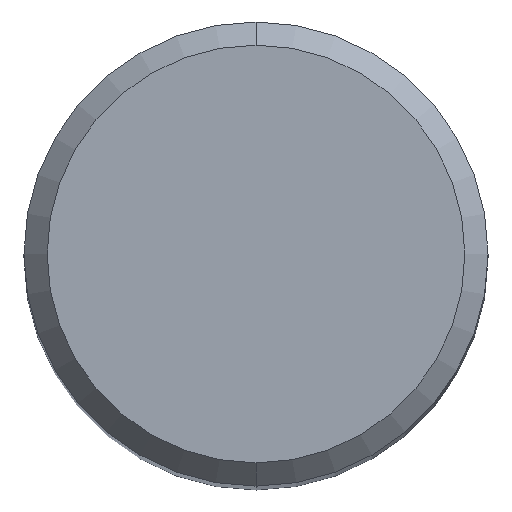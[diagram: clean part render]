
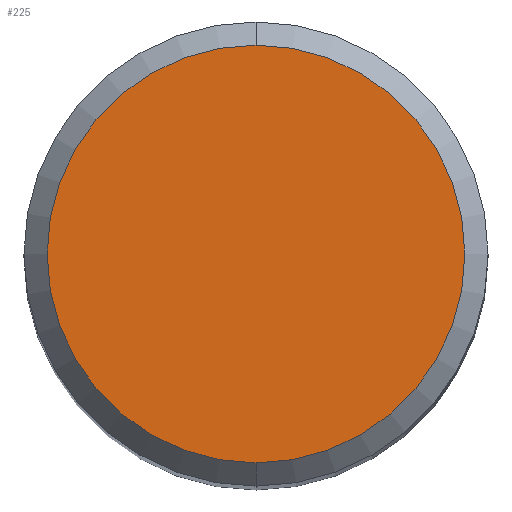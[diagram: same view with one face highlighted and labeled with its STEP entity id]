
A CAD part, top view. The second image highlights one B-rep face of the part: STEP entity #225.
In plain terms, the highlighted planar face has unit normal (0, 0, 1).
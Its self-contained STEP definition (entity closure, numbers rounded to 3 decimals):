
#137=EDGE_CURVE('',#219,#215,#307,.T.);
#201=EDGE_CURVE('',#215,#219,#377,.T.);
#215=VERTEX_POINT('',#392);
#219=VERTEX_POINT('',#398);
#225=ADVANCED_FACE('',(#404),#405,.T.);
#307=CIRCLE('',#492,5.4);
#377=CIRCLE('',#590,5.4);
#392=CARTESIAN_POINT('',(0.,-5.4,0.0));
#398=CARTESIAN_POINT('',(0.0,5.4,0.0));
#404=FACE_OUTER_BOUND('',#621,.T.);
#405=PLANE('',#622);
#492=AXIS2_PLACEMENT_3D('',#720,#721,#722);
#590=AXIS2_PLACEMENT_3D('',#807,#808,#809);
#621=EDGE_LOOP('',(#834,#835));
#622=AXIS2_PLACEMENT_3D('',#836,#837,#838);
#720=CARTESIAN_POINT('',(0.0,0.0,0.0));
#721=DIRECTION('',(0.0,0.0,-1.0));
#722=DIRECTION('',(0.0,1.0,0.0));
#807=CARTESIAN_POINT('',(0.0,0.0,0.0));
#808=DIRECTION('',(0.0,0.0,-1.0));
#809=DIRECTION('',(0.0,1.0,0.0));
#834=ORIENTED_EDGE('',*,*,#137,.F.);
#835=ORIENTED_EDGE('',*,*,#201,.F.);
#836=CARTESIAN_POINT('',(0.0,2.7,0.0));
#837=DIRECTION('',(-0.0,0.0,1.0));
#838=DIRECTION('',(0.0,-1.0,0.0));
